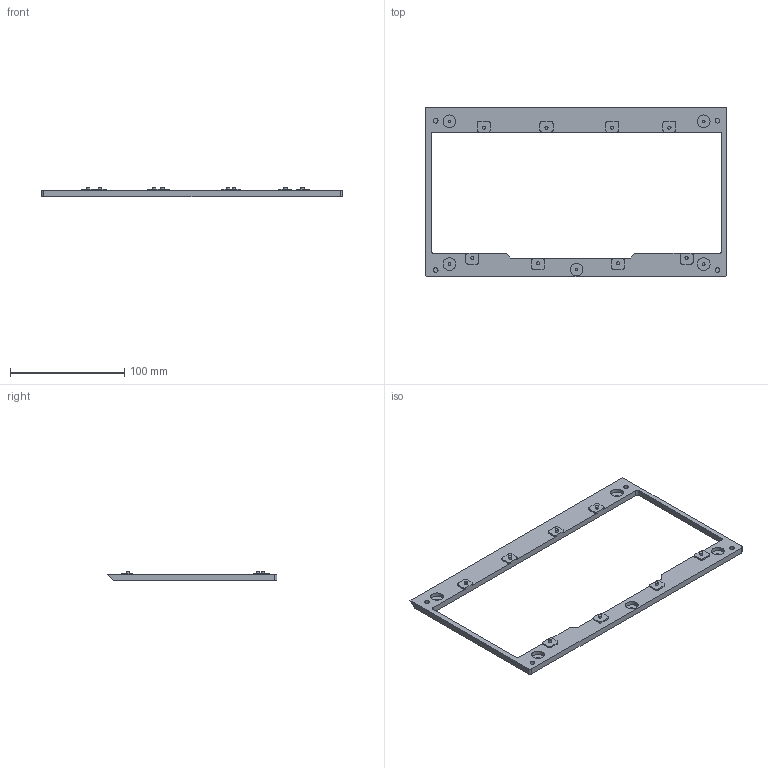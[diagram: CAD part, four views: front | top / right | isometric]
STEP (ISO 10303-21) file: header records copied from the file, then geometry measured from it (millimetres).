
FILE_DESCRIPTION(/* description */ ('','CAx-IF Rec.Pracs.---Representation and Presentation of Product Manufacturing Information (PMI)---4.0---2014-10-13'),/* implementation_level */ '2;1');
FILE_NAME(/* name */ 'case_mid.step',/* time_stamp */ '2025-01-31T19:57:10-05:00',/* author */ (''),/* organization */ (''),/* preprocessor_version */ 'ST-DEVELOPER v20',/* originating_system */ 'Autodesk Translation Framework v13.20.0.188',/* authorisation */ '');
FILE_SCHEMA (('AP242_MANAGED_MODEL_BASED_3D_ENGINEERING_MIM_LF { 1 0 10303 442 1 1 4 }'));
Length unit declared in the file: millimetre
Products named in the file (1): shrimple_case_UDB_rev
Bounding box: 263.65 x 148.78 x 8.64 mm (x, y, z)
Volume: 58811.6 mm3; surface area: 32238.3 mm2
Topology: 1 solids, 1 shells, 132 faces, 324 edges, 216 vertices
Faces by surface type: plane 68, cylinder 64
Full cylindrical faces by diameter (mm): 2.271 x5, 2.775 x8, 4.015 x4, 11.16 x5
Entity records: 3969 total; most frequent: DIRECTION 718, CARTESIAN_POINT 673, ORIENTED_EDGE 648, EDGE_CURVE 324, AXIS2_PLACEMENT_3D 261, VERTEX_POINT 216, LINE 196, VECTOR 196
